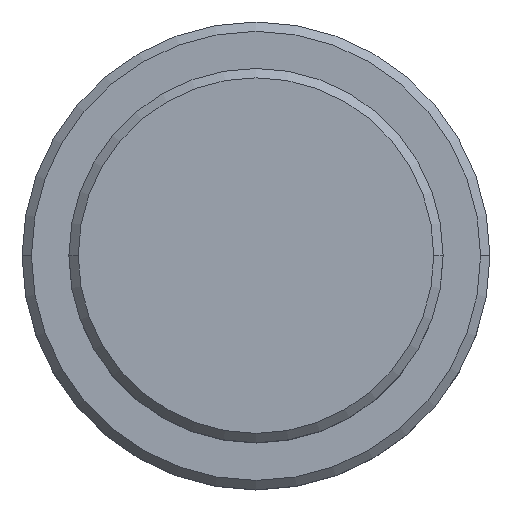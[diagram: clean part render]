
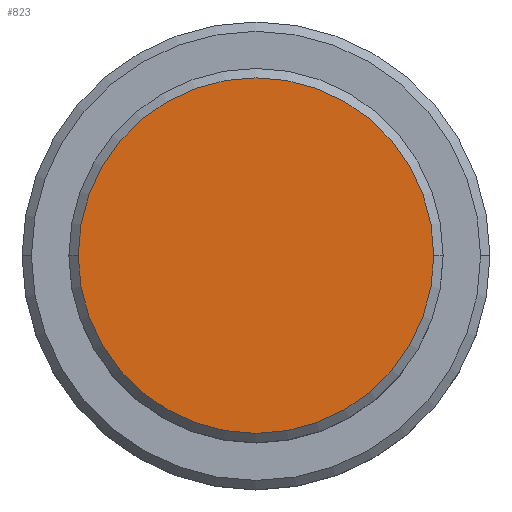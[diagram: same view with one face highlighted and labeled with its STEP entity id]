
A CAD part, top view. The second image highlights one B-rep face of the part: STEP entity #823.
In plain terms, the highlighted planar face has unit normal (0, 0, 1).
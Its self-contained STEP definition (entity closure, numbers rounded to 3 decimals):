
#94 = VERTEX_POINT ( 'NONE', #432 ) ;
#161 = CARTESIAN_POINT ( 'NONE',  ( 0., 0., 0. ) ) ;
#189 = CIRCLE ( 'NONE', #428, 9.5 ) ;
#206 = EDGE_CURVE ( 'NONE', #229, #94, #189, .T. ) ;
#229 = VERTEX_POINT ( 'NONE', #1416 ) ;
#237 = EDGE_LOOP ( 'NONE', ( #557, #372 ) ) ;
#274 = CARTESIAN_POINT ( 'NONE',  ( 0., 0., 0. ) ) ;
#279 = DIRECTION ( 'NONE',  ( 1., 0., 0. ) ) ;
#372 = ORIENTED_EDGE ( 'NONE', *, *, #206, .T. ) ;
#379 = FACE_OUTER_BOUND ( 'NONE', #237, .T. ) ;
#428 = AXIS2_PLACEMENT_3D ( 'NONE', #786, #1179, #537 ) ;
#432 = CARTESIAN_POINT ( 'NONE',  ( -9.5, 0., 0. ) ) ;
#460 = AXIS2_PLACEMENT_3D ( 'NONE', #274, #822, #809 ) ;
#526 = AXIS2_PLACEMENT_3D ( 'NONE', #161, #828, #279 ) ;
#537 = DIRECTION ( 'NONE',  ( 1., 0., 0. ) ) ;
#557 = ORIENTED_EDGE ( 'NONE', *, *, #825, .T. ) ;
#642 = CIRCLE ( 'NONE', #526, 9.5 ) ;
#786 = CARTESIAN_POINT ( 'NONE',  ( 0., 0., 0. ) ) ;
#809 = DIRECTION ( 'NONE',  ( 1., 0., 0. ) ) ;
#822 = DIRECTION ( 'NONE',  ( 0., 0., 1. ) ) ;
#823 = ADVANCED_FACE ( 'NONE', ( #379 ), #905, .T. ) ;
#825 = EDGE_CURVE ( 'NONE', #94, #229, #642, .T. ) ;
#828 = DIRECTION ( 'NONE',  ( 0., 0., 1. ) ) ;
#905 = PLANE ( 'NONE',  #460 ) ;
#1179 = DIRECTION ( 'NONE',  ( 0., 0., 1. ) ) ;
#1416 = CARTESIAN_POINT ( 'NONE',  ( 9.5, 0., 0. ) ) ;
